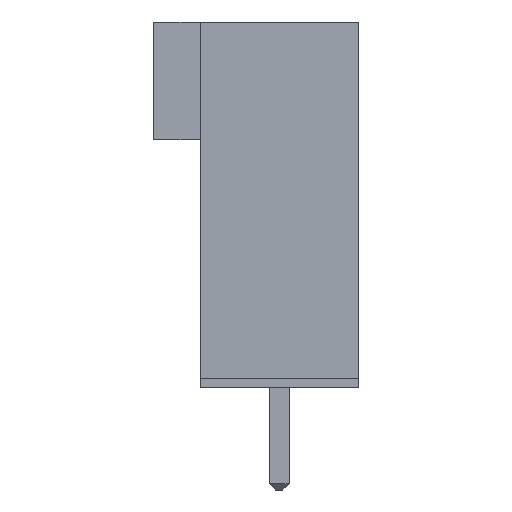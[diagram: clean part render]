
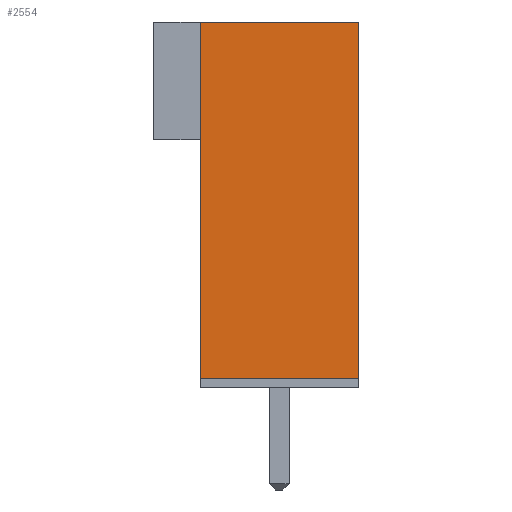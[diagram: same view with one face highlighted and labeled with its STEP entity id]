
A CAD part, left-side view. The second image highlights one B-rep face of the part: STEP entity #2554.
In plain terms, the highlighted planar face has unit normal (-1, 0, 0).
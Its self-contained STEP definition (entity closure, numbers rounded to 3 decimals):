
#160 = EDGE_CURVE ( 'NONE', #313, #5391, #7060, .T. ) ;
#220 = CARTESIAN_POINT ( 'NONE',  ( -12.705, -2.55, 11.8 ) ) ;
#313 = VERTEX_POINT ( 'NONE', #3997 ) ;
#1017 = VECTOR ( 'NONE', #4720, 1000. ) ;
#1217 = EDGE_CURVE ( 'NONE', #313, #5559, #1277, .T. ) ;
#1277 = LINE ( 'NONE', #2273, #4528 ) ;
#1934 = PLANE ( 'NONE',  #4405 ) ;
#2050 = DIRECTION ( 'NONE',  ( 0., 0., 1. ) ) ;
#2273 = CARTESIAN_POINT ( 'NONE',  ( -12.705, 2.55, 0.3 ) ) ;
#2311 = ORIENTED_EDGE ( 'NONE', *, *, #7457, .T. ) ;
#2554 = ADVANCED_FACE ( 'NONE', ( #4799 ), #1934, .F. ) ;
#2589 = CARTESIAN_POINT ( 'NONE',  ( -12.705, 2.55, 11.8 ) ) ;
#2729 = ORIENTED_EDGE ( 'NONE', *, *, #3436, .F. ) ;
#2761 = CARTESIAN_POINT ( 'NONE',  ( -12.705, -2.55, 0.3 ) ) ;
#2769 = CARTESIAN_POINT ( 'NONE',  ( -12.705, -2.55, 11.8 ) ) ;
#3436 = EDGE_CURVE ( 'NONE', #5391, #5147, #4479, .T. ) ;
#3854 = DIRECTION ( 'NONE',  ( 0., 0., -1. ) ) ;
#3997 = CARTESIAN_POINT ( 'NONE',  ( -12.705, 2.55, 0.3 ) ) ;
#4210 = DIRECTION ( 'NONE',  ( 0., -1., 0. ) ) ;
#4405 = AXIS2_PLACEMENT_3D ( 'NONE', #2589, #7043, #3854 ) ;
#4479 = LINE ( 'NONE', #5447, #1017 ) ;
#4528 = VECTOR ( 'NONE', #4210, 1000. ) ;
#4720 = DIRECTION ( 'NONE',  ( 0., -1., 0. ) ) ;
#4799 = FACE_OUTER_BOUND ( 'NONE', #6599, .T. ) ;
#4907 = CARTESIAN_POINT ( 'NONE',  ( -12.705, 2.55, 11.8 ) ) ;
#5147 = VERTEX_POINT ( 'NONE', #220 ) ;
#5152 = DIRECTION ( 'NONE',  ( 0., 0., 1. ) ) ;
#5391 = VERTEX_POINT ( 'NONE', #4907 ) ;
#5447 = CARTESIAN_POINT ( 'NONE',  ( -12.705, 2.55, 11.8 ) ) ;
#5559 = VERTEX_POINT ( 'NONE', #2761 ) ;
#6066 = ORIENTED_EDGE ( 'NONE', *, *, #1217, .T. ) ;
#6412 = VECTOR ( 'NONE', #2050, 1000. ) ;
#6517 = CARTESIAN_POINT ( 'NONE',  ( -12.705, 2.55, 11.8 ) ) ;
#6599 = EDGE_LOOP ( 'NONE', ( #2311, #2729, #8440, #6066 ) ) ;
#6724 = LINE ( 'NONE', #2769, #6412 ) ;
#6954 = VECTOR ( 'NONE', #5152, 1000. ) ;
#7043 = DIRECTION ( 'NONE',  ( 1., 0., 0. ) ) ;
#7060 = LINE ( 'NONE', #6517, #6954 ) ;
#7457 = EDGE_CURVE ( 'NONE', #5559, #5147, #6724, .T. ) ;
#8440 = ORIENTED_EDGE ( 'NONE', *, *, #160, .F. ) ;
